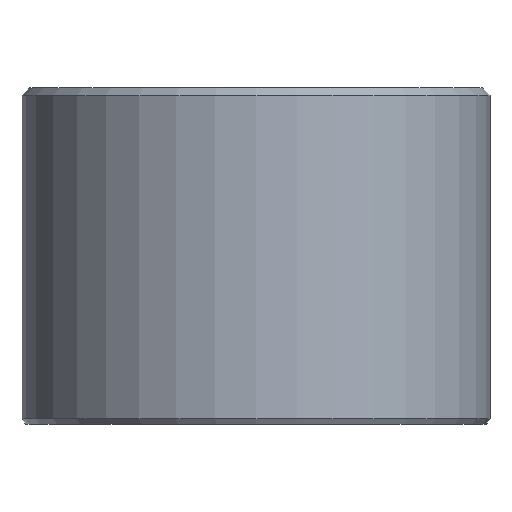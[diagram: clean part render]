
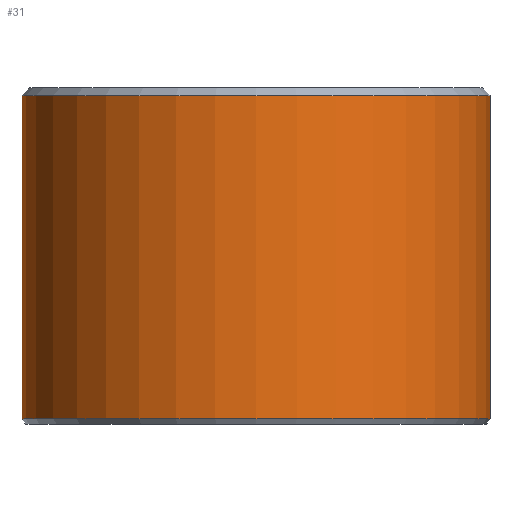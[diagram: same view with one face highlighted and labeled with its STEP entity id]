
A CAD part, front view. The second image highlights one B-rep face of the part: STEP entity #31.
In plain terms, the highlighted cylindrical face has radius 8 mm (diameter 16 mm), a partial arc.
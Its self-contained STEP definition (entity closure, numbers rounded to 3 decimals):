
#3 = EDGE_CURVE ( 'NONE', #91, #215, #121, .T. ) ;
#26 = CARTESIAN_POINT ( 'NONE',  ( 8., 0., 0.189 ) ) ;
#31 = ADVANCED_FACE ( 'NONE', ( #180 ), #160, .T. ) ;
#59 = AXIS2_PLACEMENT_3D ( 'NONE', #263, #317, #157 ) ;
#65 = ORIENTED_EDGE ( 'NONE', *, *, #143, .T. ) ;
#75 = CARTESIAN_POINT ( 'NONE',  ( 0., 0., 73.485 ) ) ;
#76 = VERTEX_POINT ( 'NONE', #343 ) ;
#90 = AXIS2_PLACEMENT_3D ( 'NONE', #247, #196, #243 ) ;
#91 = VERTEX_POINT ( 'NONE', #26 ) ;
#112 = DIRECTION ( 'NONE',  ( 1., 0., 0. ) ) ;
#121 = LINE ( 'NONE', #303, #327 ) ;
#143 = EDGE_CURVE ( 'NONE', #76, #91, #207, .T. ) ;
#145 = EDGE_LOOP ( 'NONE', ( #171, #65, #170, #150 ) ) ;
#150 = ORIENTED_EDGE ( 'NONE', *, *, #239, .F. ) ;
#157 = DIRECTION ( 'NONE',  ( 1., 0., 0. ) ) ;
#160 = CYLINDRICAL_SURFACE ( 'NONE', #204, 8. ) ;
#165 = VERTEX_POINT ( 'NONE', #336 ) ;
#169 = DIRECTION ( 'NONE',  ( 0., 0., 1. ) ) ;
#170 = ORIENTED_EDGE ( 'NONE', *, *, #3, .T. ) ;
#171 = ORIENTED_EDGE ( 'NONE', *, *, #254, .F. ) ;
#180 = FACE_OUTER_BOUND ( 'NONE', #145, .T. ) ;
#195 = CIRCLE ( 'NONE', #90, 8. ) ;
#196 = DIRECTION ( 'NONE',  ( 0., 0., 1. ) ) ;
#204 = AXIS2_PLACEMENT_3D ( 'NONE', #75, #298, #112 ) ;
#207 = CIRCLE ( 'NONE', #59, 8. ) ;
#215 = VERTEX_POINT ( 'NONE', #241 ) ;
#234 = VECTOR ( 'NONE', #270, 1000. ) ;
#239 = EDGE_CURVE ( 'NONE', #165, #215, #195, .T. ) ;
#241 = CARTESIAN_POINT ( 'NONE',  ( 8., 0., 11.235 ) ) ;
#243 = DIRECTION ( 'NONE',  ( 1., 0., 0. ) ) ;
#247 = CARTESIAN_POINT ( 'NONE',  ( 0., 0., 11.235 ) ) ;
#254 = EDGE_CURVE ( 'NONE', #76, #165, #311, .T. ) ;
#263 = CARTESIAN_POINT ( 'NONE',  ( 0., 0., 0.189 ) ) ;
#266 = CARTESIAN_POINT ( 'NONE',  ( -8., 0., 73.485 ) ) ;
#270 = DIRECTION ( 'NONE',  ( 0., 0., 1. ) ) ;
#298 = DIRECTION ( 'NONE',  ( 0., 0., 1. ) ) ;
#303 = CARTESIAN_POINT ( 'NONE',  ( 8., 0., 73.485 ) ) ;
#311 = LINE ( 'NONE', #266, #234 ) ;
#317 = DIRECTION ( 'NONE',  ( 0., 0., 1. ) ) ;
#327 = VECTOR ( 'NONE', #169, 1000. ) ;
#336 = CARTESIAN_POINT ( 'NONE',  ( -8., 0., 11.235 ) ) ;
#343 = CARTESIAN_POINT ( 'NONE',  ( -8., 0., 0.189 ) ) ;
